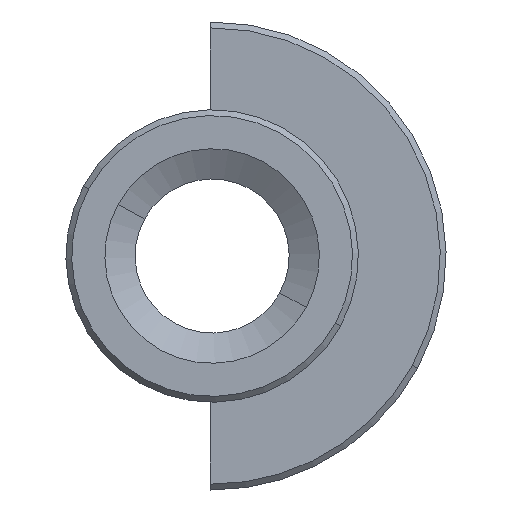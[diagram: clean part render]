
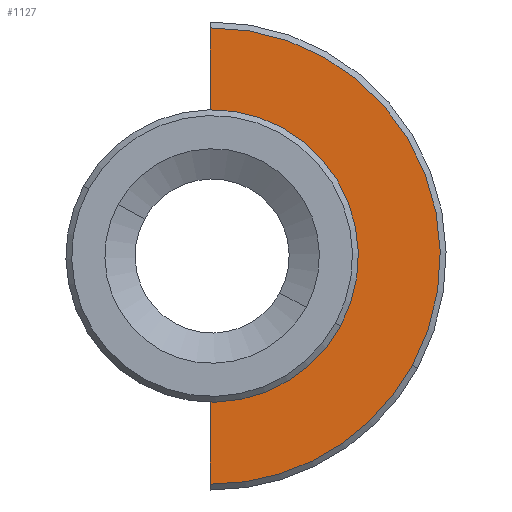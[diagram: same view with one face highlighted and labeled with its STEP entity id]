
A CAD part, front view. The second image highlights one B-rep face of the part: STEP entity #1127.
In plain terms, the highlighted planar face has unit normal (0, -1, 0).
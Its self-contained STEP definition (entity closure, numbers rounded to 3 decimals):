
#243=AXIS2_PLACEMENT_3D('Circle Axis2P3D',#241,#242,$) ;
#274=AXIS2_PLACEMENT_3D('Circle Axis2P3D',#272,#273,$) ;
#725=AXIS2_PLACEMENT_3D('Circle Axis2P3D',#723,#724,$) ;
#773=AXIS2_PLACEMENT_3D('Circle Axis2P3D',#771,#772,$) ;
#1071=AXIS2_PLACEMENT_3D('Circle Axis2P3D',#1069,#1070,$) ;
#1089=AXIS2_PLACEMENT_3D('Plane Axis2P3D',#1086,#1087,#1088) ;
#1107=AXIS2_PLACEMENT_3D('Circle Axis2P3D',#1105,#1106,$) ;
#241=CARTESIAN_POINT('Axis2P3D Location',(0.,15.5,0.)) ;
#245=CARTESIAN_POINT('Vertex',(5.617,15.5,-3.068)) ;
#247=CARTESIAN_POINT('Vertex',(-5.617,15.5,3.068)) ;
#272=CARTESIAN_POINT('Axis2P3D Location',(0.,15.5,0.)) ;
#723=CARTESIAN_POINT('Axis2P3D Location',(0.,15.5,0.)) ;
#727=CARTESIAN_POINT('Vertex',(-0.1,15.5,11.7)) ;
#729=CARTESIAN_POINT('Vertex',(10.268,15.5,-5.609)) ;
#771=CARTESIAN_POINT('Axis2P3D Location',(0.,15.5,0.)) ;
#775=CARTESIAN_POINT('Vertex',(-0.1,15.5,-11.7)) ;
#903=CARTESIAN_POINT('Line Origine',(-4.596,15.5,-4.596)) ;
#907=CARTESIAN_POINT('Vertex',(-2.692,15.5,-6.5)) ;
#909=CARTESIAN_POINT('Vertex',(-6.5,15.5,-2.692)) ;
#949=CARTESIAN_POINT('Vertex',(-6.5,15.5,2.692)) ;
#957=CARTESIAN_POINT('Line Origine',(-6.5,15.5,0.)) ;
#980=CARTESIAN_POINT('Vertex',(-2.692,15.5,6.5)) ;
#988=CARTESIAN_POINT('Line Origine',(-4.596,15.5,4.596)) ;
#1012=CARTESIAN_POINT('Line Origine',(-1.646,15.5,6.5)) ;
#1016=CARTESIAN_POINT('Vertex',(-0.6,15.5,6.5)) ;
#1036=CARTESIAN_POINT('Line Origine',(-0.1,15.5,9.35)) ;
#1040=CARTESIAN_POINT('Vertex',(-0.1,15.5,7.)) ;
#1069=CARTESIAN_POINT('Axis2P3D Location',(-0.6,15.5,7.)) ;
#1086=CARTESIAN_POINT('Axis2P3D Location',(12.,15.5,0.)) ;
#1091=CARTESIAN_POINT('Line Origine',(-0.1,15.5,-9.35)) ;
#1095=CARTESIAN_POINT('Vertex',(-0.1,15.5,-7.)) ;
#1098=CARTESIAN_POINT('Line Origine',(-1.646,15.5,-6.5)) ;
#1102=CARTESIAN_POINT('Vertex',(-0.6,15.5,-6.5)) ;
#1105=CARTESIAN_POINT('Axis2P3D Location',(-0.6,15.5,-7.)) ;
#242=DIRECTION('Axis2P3D Direction',(0.,1.,0.)) ;
#273=DIRECTION('Axis2P3D Direction',(-0.,1.,0.)) ;
#724=DIRECTION('Axis2P3D Direction',(0.,1.,0.)) ;
#772=DIRECTION('Axis2P3D Direction',(0.,1.,0.)) ;
#904=DIRECTION('Vector Direction',(-0.707,0.,0.707)) ;
#958=DIRECTION('Vector Direction',(0.,0.,-1.)) ;
#989=DIRECTION('Vector Direction',(-0.707,0.,-0.707)) ;
#1013=DIRECTION('Vector Direction',(-1.,0.,0.)) ;
#1037=DIRECTION('Vector Direction',(0.,0.,-1.)) ;
#1070=DIRECTION('Axis2P3D Direction',(0.,-1.,0.)) ;
#1087=DIRECTION('Axis2P3D Direction',(-0.,1.,0.)) ;
#1088=DIRECTION('Axis2P3D XDirection',(1.,0.,0.)) ;
#1092=DIRECTION('Vector Direction',(0.,0.,1.)) ;
#1099=DIRECTION('Vector Direction',(-1.,0.,0.)) ;
#1106=DIRECTION('Axis2P3D Direction',(-0.,1.,0.)) ;
#905=VECTOR('Line Direction',#904,1.) ;
#959=VECTOR('Line Direction',#958,1.) ;
#990=VECTOR('Line Direction',#989,1.) ;
#1014=VECTOR('Line Direction',#1013,1.) ;
#1038=VECTOR('Line Direction',#1037,1.) ;
#1093=VECTOR('Line Direction',#1092,1.) ;
#1100=VECTOR('Line Direction',#1099,1.) ;
#1111=ORIENTED_EDGE('',*,*,#1097,.F.) ;
#1112=ORIENTED_EDGE('',*,*,#777,.F.) ;
#1113=ORIENTED_EDGE('',*,*,#731,.F.) ;
#1114=ORIENTED_EDGE('',*,*,#1042,.T.) ;
#1115=ORIENTED_EDGE('',*,*,#1073,.T.) ;
#1116=ORIENTED_EDGE('',*,*,#1018,.T.) ;
#1117=ORIENTED_EDGE('',*,*,#992,.T.) ;
#1118=ORIENTED_EDGE('',*,*,#961,.T.) ;
#1119=ORIENTED_EDGE('',*,*,#911,.F.) ;
#1120=ORIENTED_EDGE('',*,*,#1104,.F.) ;
#1121=ORIENTED_EDGE('',*,*,#1109,.T.) ;
#1124=ORIENTED_EDGE('',*,*,#249,.F.) ;
#1125=ORIENTED_EDGE('',*,*,#276,.F.) ;
#1126=FACE_BOUND('',#1123,.T.) ;
#1127=ADVANCED_FACE('Corps principal',(#1122,#1126),#1090,.F.) ;
#244=CIRCLE('generated circle',#243,6.4) ;
#275=CIRCLE('generated circle',#274,6.4) ;
#726=CIRCLE('generated circle',#725,11.7) ;
#774=CIRCLE('generated circle',#773,11.7) ;
#1072=CIRCLE('generated circle',#1071,0.5) ;
#1108=CIRCLE('generated circle',#1107,0.5) ;
#249=EDGE_CURVE('',#246,#248,#244,.F.) ;
#276=EDGE_CURVE('',#248,#246,#275,.F.) ;
#731=EDGE_CURVE('',#728,#730,#726,.T.) ;
#777=EDGE_CURVE('',#730,#776,#774,.T.) ;
#911=EDGE_CURVE('',#908,#910,#906,.T.) ;
#961=EDGE_CURVE('',#950,#910,#960,.T.) ;
#992=EDGE_CURVE('',#981,#950,#991,.T.) ;
#1018=EDGE_CURVE('',#1017,#981,#1015,.T.) ;
#1042=EDGE_CURVE('',#728,#1041,#1039,.T.) ;
#1073=EDGE_CURVE('',#1041,#1017,#1072,.F.) ;
#1097=EDGE_CURVE('',#776,#1096,#1094,.T.) ;
#1104=EDGE_CURVE('',#1103,#908,#1101,.T.) ;
#1109=EDGE_CURVE('',#1103,#1096,#1108,.T.) ;
#1110=EDGE_LOOP('',(#1111,#1112,#1113,#1114,#1115,#1116,#1117,#1118,#1119,#1120,#1121)) ;
#1123=EDGE_LOOP('',(#1124,#1125)) ;
#1122=FACE_OUTER_BOUND('',#1110,.T.) ;
#906=LINE('Line',#903,#905) ;
#960=LINE('Line',#957,#959) ;
#991=LINE('Line',#988,#990) ;
#1015=LINE('Line',#1012,#1014) ;
#1039=LINE('Line',#1036,#1038) ;
#1094=LINE('Line',#1091,#1093) ;
#1101=LINE('Line',#1098,#1100) ;
#1090=PLANE('',#1089) ;
#246=VERTEX_POINT('',#245) ;
#248=VERTEX_POINT('',#247) ;
#728=VERTEX_POINT('',#727) ;
#730=VERTEX_POINT('',#729) ;
#776=VERTEX_POINT('',#775) ;
#908=VERTEX_POINT('',#907) ;
#910=VERTEX_POINT('',#909) ;
#950=VERTEX_POINT('',#949) ;
#981=VERTEX_POINT('',#980) ;
#1017=VERTEX_POINT('',#1016) ;
#1041=VERTEX_POINT('',#1040) ;
#1096=VERTEX_POINT('',#1095) ;
#1103=VERTEX_POINT('',#1102) ;
